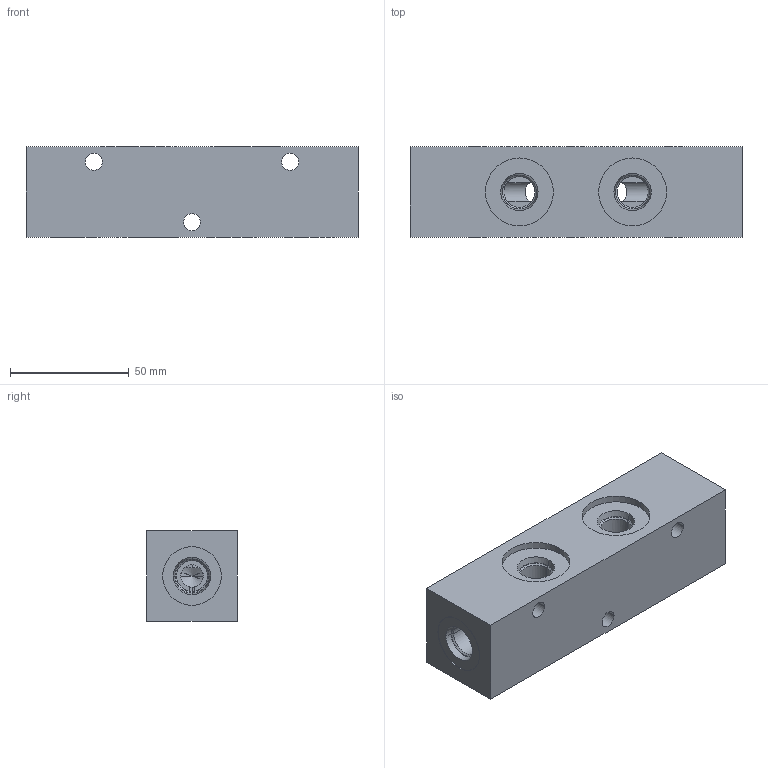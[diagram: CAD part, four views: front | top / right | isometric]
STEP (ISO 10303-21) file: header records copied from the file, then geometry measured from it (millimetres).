
FILE_DESCRIPTION((''),'2;1');
FILE_NAME('ILC31426424','2012-02-15T',('jdw'),(''),'PRO/ENGINEER BY PARAMETRIC TECHNOLOGY CORPORATION, 2007460','PRO/ENGINEER BY PARAMETRIC TECHNOLOGY CORPORATION, 2007460','');
FILE_SCHEMA(('AUTOMOTIVE_DESIGN_CC2 { 1 2 10303 214 -1 1 5 2 }'));
Length unit declared in the file: inch
Products named in the file (1): ILC31426424
Bounding box: 139.7 x 38.1 x 38.1 mm (x, y, z)
Volume: 174114 mm3; surface area: 35895.2 mm2
Topology: 1 solids, 9 shells, 134 faces, 346 edges, 222 vertices
Faces by surface type: cylinder 62, plane 36, cone 36
Entity records: 4538 total; most frequent: CARTESIAN_POINT 1072, DIRECTION 736, ORIENTED_EDGE 652, EDGE_CURVE 342, AXIS2_PLACEMENT_3D 303, VERTEX_POINT 222, CIRCLE 168, EDGE_LOOP 164
